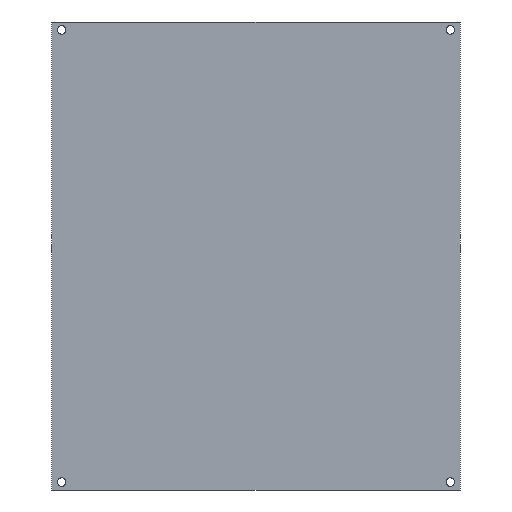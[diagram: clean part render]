
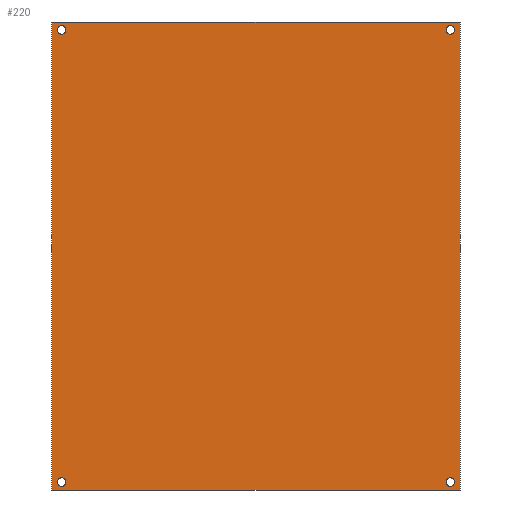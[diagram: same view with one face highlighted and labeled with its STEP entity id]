
A CAD part, front view. The second image highlights one B-rep face of the part: STEP entity #220.
In plain terms, the highlighted planar face has unit normal (0, -1, 0).
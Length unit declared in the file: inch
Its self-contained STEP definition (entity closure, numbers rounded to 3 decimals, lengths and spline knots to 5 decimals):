
#1 = ORIENTED_EDGE ( 'NONE', *, *, #324, .T. ) ;
#12 = CARTESIAN_POINT ( 'NONE',  ( 6.4375, 0., 7.375 ) ) ;
#14 = DIRECTION ( 'NONE',  ( 0., 1., 0. ) ) ;
#23 = ORIENTED_EDGE ( 'NONE', *, *, #359, .T. ) ;
#30 = AXIS2_PLACEMENT_3D ( 'NONE', #410, #287, #358 ) ;
#32 = EDGE_CURVE ( 'NONE', #348, #461, #360, .T. ) ;
#40 = VERTEX_POINT ( 'NONE', #299 ) ;
#50 = FACE_BOUND ( 'NONE', #150, .T. ) ;
#55 = DIRECTION ( 'NONE',  ( 0., 1., 0. ) ) ;
#56 = VERTEX_POINT ( 'NONE', #229 ) ;
#60 = DIRECTION ( 'NONE',  ( 1., 0., 0. ) ) ;
#65 = FACE_BOUND ( 'NONE', #211, .T. ) ;
#76 = CIRCLE ( 'NONE', #492, 0.1325 ) ;
#82 = CIRCLE ( 'NONE', #30, 0.1325 ) ;
#84 = ORIENTED_EDGE ( 'NONE', *, *, #139, .T. ) ;
#91 = AXIS2_PLACEMENT_3D ( 'NONE', #294, #14, #217 ) ;
#102 = EDGE_LOOP ( 'NONE', ( #23 ) ) ;
#103 = ORIENTED_EDGE ( 'NONE', *, *, #417, .T. ) ;
#112 = DIRECTION ( 'NONE',  ( 0., 1., 0. ) ) ;
#139 = EDGE_CURVE ( 'NONE', #142, #142, #76, .T. ) ;
#142 = VERTEX_POINT ( 'NONE', #188 ) ;
#150 = EDGE_LOOP ( 'NONE', ( #103 ) ) ;
#151 = VECTOR ( 'NONE', #60, 39.37008 ) ;
#155 = CARTESIAN_POINT ( 'NONE',  ( 6.125, 0., 7.125 ) ) ;
#165 = VERTEX_POINT ( 'NONE', #233 ) ;
#186 = DIRECTION ( 'NONE',  ( 0., 0., -1. ) ) ;
#188 = CARTESIAN_POINT ( 'NONE',  ( 6.125, 0., 6.9925 ) ) ;
#194 = AXIS2_PLACEMENT_3D ( 'NONE', #456, #55, #493 ) ;
#200 = DIRECTION ( 'NONE',  ( 0., 0., 1. ) ) ;
#211 = EDGE_LOOP ( 'NONE', ( #1 ) ) ;
#212 = LINE ( 'NONE', #12, #151 ) ;
#213 = EDGE_CURVE ( 'NONE', #461, #499, #212, .T. ) ;
#217 = DIRECTION ( 'NONE',  ( 0., 0., -1. ) ) ;
#220 = ADVANCED_FACE ( 'NONE', ( #521, #65, #50, #522, #296 ), #257, .T. ) ;
#229 = CARTESIAN_POINT ( 'NONE',  ( -6.125, 0., -7.2575 ) ) ;
#231 = AXIS2_PLACEMENT_3D ( 'NONE', #518, #236, #476 ) ;
#233 = CARTESIAN_POINT ( 'NONE',  ( 6.125, 0., -7.2575 ) ) ;
#234 = CIRCLE ( 'NONE', #91, 0.1325 ) ;
#236 = DIRECTION ( 'NONE',  ( 0., -1., 0. ) ) ;
#240 = ORIENTED_EDGE ( 'NONE', *, *, #213, .F. ) ;
#241 = EDGE_CURVE ( 'NONE', #500, #348, #491, .T. ) ;
#250 = CARTESIAN_POINT ( 'NONE',  ( -6.4375, 0., -7.375 ) ) ;
#257 = PLANE ( 'NONE',  #231 ) ;
#260 = VECTOR ( 'NONE', #200, 39.37008 ) ;
#287 = DIRECTION ( 'NONE',  ( 0., 1., 0. ) ) ;
#291 = EDGE_LOOP ( 'NONE', ( #84 ) ) ;
#293 = EDGE_LOOP ( 'NONE', ( #390, #240, #478, #480 ) ) ;
#294 = CARTESIAN_POINT ( 'NONE',  ( -6.125, 0., 7.125 ) ) ;
#296 = FACE_BOUND ( 'NONE', #291, .T. ) ;
#299 = CARTESIAN_POINT ( 'NONE',  ( -6.125, 0., 6.9925 ) ) ;
#324 = EDGE_CURVE ( 'NONE', #56, #56, #331, .T. ) ;
#331 = CIRCLE ( 'NONE', #194, 0.1325 ) ;
#338 = VECTOR ( 'NONE', #481, 39.37008 ) ;
#343 = CARTESIAN_POINT ( 'NONE',  ( 6.4375, 0., 7.375 ) ) ;
#348 = VERTEX_POINT ( 'NONE', #250 ) ;
#358 = DIRECTION ( 'NONE',  ( 0., 0., -1. ) ) ;
#359 = EDGE_CURVE ( 'NONE', #165, #165, #82, .T. ) ;
#360 = LINE ( 'NONE', #441, #260 ) ;
#370 = CARTESIAN_POINT ( 'NONE',  ( -6.4375, 0., 7.375 ) ) ;
#386 = CARTESIAN_POINT ( 'NONE',  ( 6.4375, 0., -7.375 ) ) ;
#390 = ORIENTED_EDGE ( 'NONE', *, *, #506, .F. ) ;
#393 = VECTOR ( 'NONE', #186, 39.37008 ) ;
#400 = CARTESIAN_POINT ( 'NONE',  ( -6.4375, 0., -7.375 ) ) ;
#410 = CARTESIAN_POINT ( 'NONE',  ( 6.125, 0., -7.125 ) ) ;
#417 = EDGE_CURVE ( 'NONE', #40, #40, #234, .T. ) ;
#429 = CARTESIAN_POINT ( 'NONE',  ( 6.4375, 0., -7.375 ) ) ;
#441 = CARTESIAN_POINT ( 'NONE',  ( -6.4375, 0., 7.375 ) ) ;
#456 = CARTESIAN_POINT ( 'NONE',  ( -6.125, 0., -7.125 ) ) ;
#458 = DIRECTION ( 'NONE',  ( 0., 0., -1. ) ) ;
#459 = LINE ( 'NONE', #429, #393 ) ;
#461 = VERTEX_POINT ( 'NONE', #370 ) ;
#476 = DIRECTION ( 'NONE',  ( 0., 0., -1. ) ) ;
#478 = ORIENTED_EDGE ( 'NONE', *, *, #32, .F. ) ;
#480 = ORIENTED_EDGE ( 'NONE', *, *, #241, .F. ) ;
#481 = DIRECTION ( 'NONE',  ( -1., 0., 0. ) ) ;
#491 = LINE ( 'NONE', #400, #338 ) ;
#492 = AXIS2_PLACEMENT_3D ( 'NONE', #155, #112, #458 ) ;
#493 = DIRECTION ( 'NONE',  ( 0., 0., -1. ) ) ;
#499 = VERTEX_POINT ( 'NONE', #343 ) ;
#500 = VERTEX_POINT ( 'NONE', #386 ) ;
#506 = EDGE_CURVE ( 'NONE', #499, #500, #459, .T. ) ;
#518 = CARTESIAN_POINT ( 'NONE',  ( -6.4375, 0., -7.375 ) ) ;
#521 = FACE_OUTER_BOUND ( 'NONE', #293, .T. ) ;
#522 = FACE_BOUND ( 'NONE', #102, .T. ) ;
